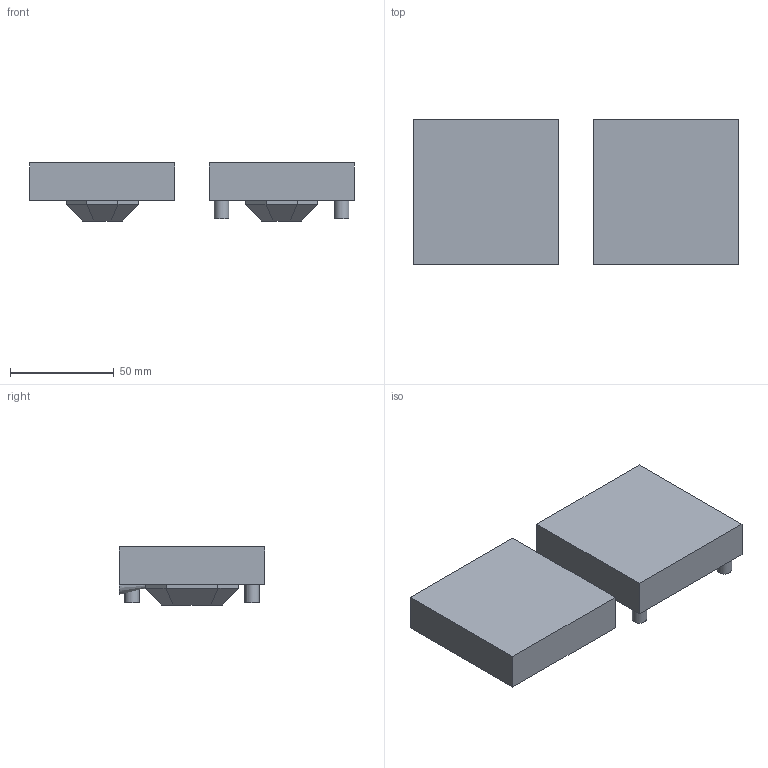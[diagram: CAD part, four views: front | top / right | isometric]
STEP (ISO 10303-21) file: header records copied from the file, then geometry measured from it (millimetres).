
FILE_DESCRIPTION(/* description */ (''),/* implementation_level */ '2;1');
FILE_NAME(/* name */ '5f9d10795310c316136a20e5',/* time_stamp */ '2020-10-31T07:21:30+00:00',/* author */ (''),/* organization */ (''),/* preprocessor_version */ 'ST-DEVELOPER v16.7',/* originating_system */ $,/* authorisation */ $);
FILE_SCHEMA (('AUTOMOTIVE_DESIGN {1 0 10303 214 3 1 1}'));
Length unit declared in the file: metre
Products named in the file (2): Part 1; Part 2
Bounding box: 156.4 x 70 x 28 mm (x, y, z)
Volume: 196795.5 mm3; surface area: 32712.8 mm2
Topology: 2 solids, 2 shells, 64 faces, 140 edges, 88 vertices
Faces by surface type: plane 54, cylinder 8, cone 2
Full cylindrical faces by diameter (mm): 7 x8
Entity records: 1731 total; most frequent: CARTESIAN_POINT 286, DIRECTION 284, ORIENTED_EDGE 264, EDGE_CURVE 132, LINE 112, VECTOR 112, VERTEX_POINT 88, AXIS2_PLACEMENT_3D 86
